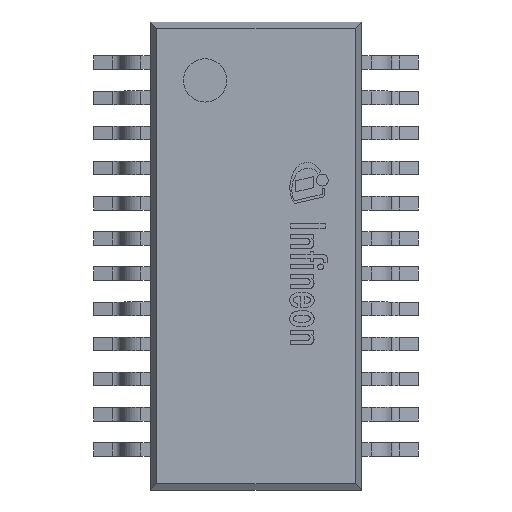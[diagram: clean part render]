
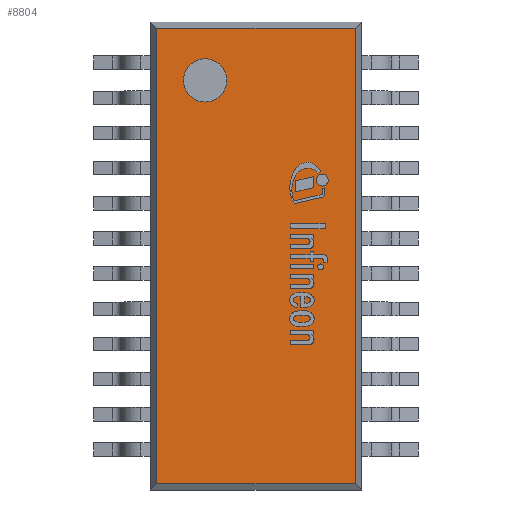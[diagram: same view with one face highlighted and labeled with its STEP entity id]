
A CAD part, top view. The second image highlights one B-rep face of the part: STEP entity #8804.
In plain terms, the highlighted planar face has unit normal (0, 0, 1).
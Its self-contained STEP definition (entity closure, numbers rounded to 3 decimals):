
#27=FACE_BOUND('',#1469,.T.);
#292=CIRCLE('',#9530,0.4);
#966=FACE_OUTER_BOUND('',#1468,.T.);
#1468=EDGE_LOOP('',(#7909,#7910,#7911,#7912));
#1469=EDGE_LOOP('',(#7913));
#2440=LINE('',#14779,#3421);
#2443=LINE('',#14784,#3424);
#2444=LINE('',#14786,#3425);
#2445=LINE('',#14787,#3426);
#3421=VECTOR('',#11863,1.);
#3424=VECTOR('',#11868,1.);
#3425=VECTOR('',#11869,1.);
#3426=VECTOR('',#11870,1.);
#4249=VERTEX_POINT('',#14771);
#4251=VERTEX_POINT('',#14777);
#4252=VERTEX_POINT('',#14778);
#4253=VERTEX_POINT('',#14783);
#4254=VERTEX_POINT('',#14785);
#5470=EDGE_CURVE('',#4249,#4249,#292,.T.);
#5472=EDGE_CURVE('',#4251,#4252,#2440,.T.);
#5475=EDGE_CURVE('',#4253,#4251,#2443,.T.);
#5476=EDGE_CURVE('',#4254,#4253,#2444,.T.);
#5477=EDGE_CURVE('',#4254,#4252,#2445,.T.);
#7909=ORIENTED_EDGE('',*,*,#5475,.F.);
#7910=ORIENTED_EDGE('',*,*,#5476,.F.);
#7911=ORIENTED_EDGE('',*,*,#5477,.T.);
#7912=ORIENTED_EDGE('',*,*,#5472,.F.);
#7913=ORIENTED_EDGE('',*,*,#5470,.T.);
#8310=PLANE('',#9534);
#8804=ADVANCED_FACE('',(#966,#27),#8310,.T.);
#9530=AXIS2_PLACEMENT_3D('',#14772,#11855,#11856);
#9534=AXIS2_PLACEMENT_3D('',#14782,#11866,#11867);
#11855=DIRECTION('center_axis',(0.,0.,-1.));
#11856=DIRECTION('ref_axis',(-1.,0.,0.));
#11863=DIRECTION('',(1.,0.,0.));
#11866=DIRECTION('center_axis',(0.,0.,1.));
#11867=DIRECTION('ref_axis',(1.,0.,0.));
#11868=DIRECTION('',(0.,1.,0.));
#11869=DIRECTION('',(-1.,0.,0.));
#11870=DIRECTION('',(0.,1.,0.));
#14771=CARTESIAN_POINT('',(-0.54,3.245,1.15));
#14772=CARTESIAN_POINT('Origin',(-0.94,3.245,1.15));
#14777=CARTESIAN_POINT('',(-1.832,4.207,1.15));
#14778=CARTESIAN_POINT('',(1.832,4.207,1.15));
#14779=CARTESIAN_POINT('',(1.95,4.207,1.15));
#14782=CARTESIAN_POINT('Origin',(0.,-1.875,1.15));
#14783=CARTESIAN_POINT('',(-1.832,-4.207,1.15));
#14784=CARTESIAN_POINT('',(-1.832,-1.875,1.15));
#14785=CARTESIAN_POINT('',(1.832,-4.207,1.15));
#14786=CARTESIAN_POINT('',(-1.95,-4.207,1.15));
#14787=CARTESIAN_POINT('',(1.832,-1.875,1.15));
